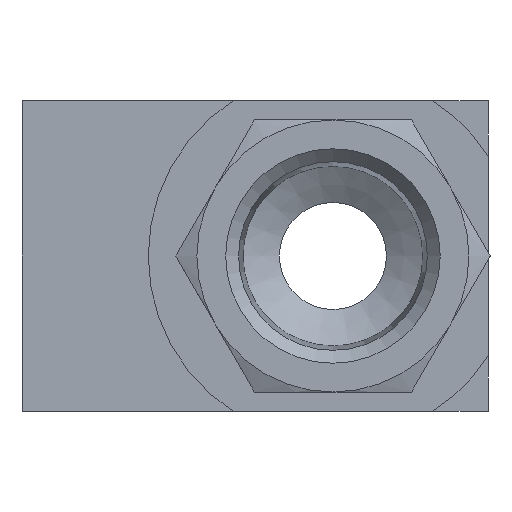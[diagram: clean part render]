
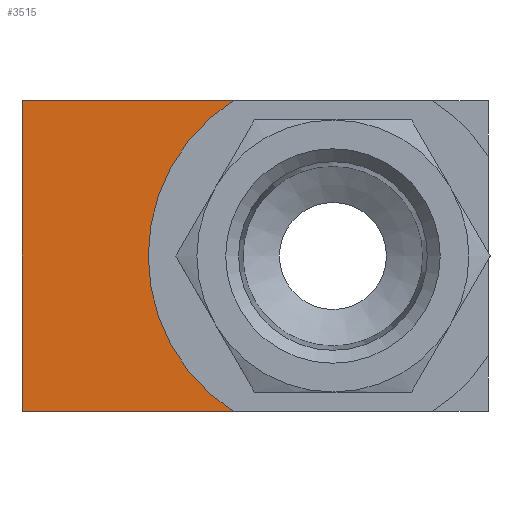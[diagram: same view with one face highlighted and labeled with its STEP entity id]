
A CAD part, left-side view. The second image highlights one B-rep face of the part: STEP entity #3515.
In plain terms, the highlighted planar face has unit normal (-1, 0, 0).
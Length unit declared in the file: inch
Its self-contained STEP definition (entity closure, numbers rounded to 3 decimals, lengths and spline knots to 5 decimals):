
#2783=CARTESIAN_POINT('',(-0.625,1.5,0.5));
#2784=VERTEX_POINT('',#2783);
#2791=CARTESIAN_POINT('',(-0.625,0.82068,0.5));
#2792=VERTEX_POINT('',#2791);
#2793=CARTESIAN_POINT('',(-0.625,0.82068,0.5));
#2794=DIRECTION('',(0.0,1.0,0.0));
#2795=VECTOR('',#2794,0.67932);
#2796=LINE('',#2793,#2795);
#2797=EDGE_CURVE('',#2792,#2784,#2796,.T.);
#3360=CARTESIAN_POINT('',(-0.625,0.82068,-0.5));
#3361=VERTEX_POINT('',#3360);
#3362=CARTESIAN_POINT('',(-0.625,0.5,0.0));
#3363=DIRECTION('',(1.0,0.0,0.0));
#3364=DIRECTION('',(0.0,0.0,-1.0));
#3365=AXIS2_PLACEMENT_3D('',#3362,#3363,#3364);
#3366=CIRCLE('',#3365,0.594);
#3367=EDGE_CURVE('',#3361,#2792,#3366,.T.);
#3492=CARTESIAN_POINT('',(-0.625,0.0,0.0));
#3493=DIRECTION('',(-1.0,0.0,0.0));
#3494=DIRECTION('',(0.0,0.0,1.0));
#3495=AXIS2_PLACEMENT_3D('',#3492,#3493,#3494);
#3496=PLANE('',#3495);
#3497=ORIENTED_EDGE('',*,*,#3367,.T.);
#3498=ORIENTED_EDGE('',*,*,#2797,.T.);
#3499=CARTESIAN_POINT('',(-0.625,1.5,-0.5));
#3500=VERTEX_POINT('',#3499);
#3501=CARTESIAN_POINT('',(-0.625,1.5,-0.5));
#3502=DIRECTION('',(0.0,0.0,1.0));
#3503=VECTOR('',#3502,1.0);
#3504=LINE('',#3501,#3503);
#3505=EDGE_CURVE('',#3500,#2784,#3504,.T.);
#3506=ORIENTED_EDGE('',*,*,#3505,.F.);
#3507=CARTESIAN_POINT('',(-0.625,1.5,-0.5));
#3508=DIRECTION('',(0.0,-1.0,0.0));
#3509=VECTOR('',#3508,0.67932);
#3510=LINE('',#3507,#3509);
#3511=EDGE_CURVE('',#3500,#3361,#3510,.T.);
#3512=ORIENTED_EDGE('',*,*,#3511,.T.);
#3513=EDGE_LOOP('',(#3497,#3498,#3506,#3512));
#3514=FACE_OUTER_BOUND('',#3513,.T.);
#3515=ADVANCED_FACE('',(#3514),#3496,.T.);
